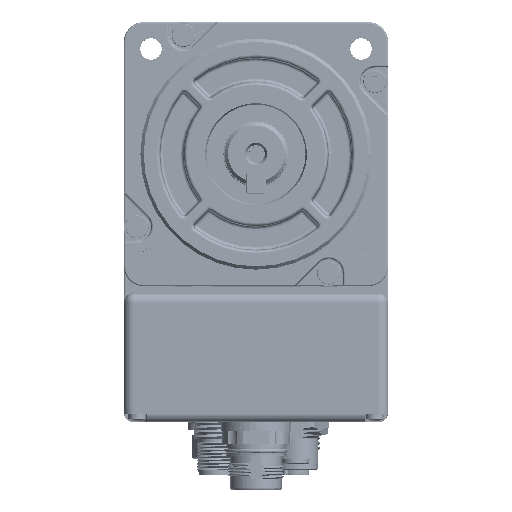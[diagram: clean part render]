
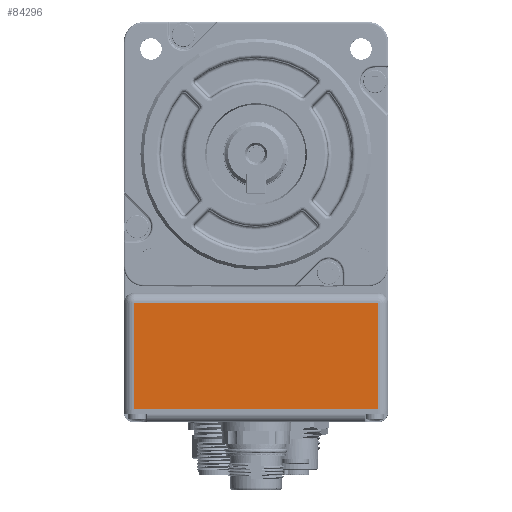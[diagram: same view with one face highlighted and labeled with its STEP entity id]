
A CAD part, top view. The second image highlights one B-rep face of the part: STEP entity #84296.
In plain terms, the highlighted planar face has unit normal (0, 0, 1).
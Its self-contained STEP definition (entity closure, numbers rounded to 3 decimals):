
#1564 = ORIENTED_EDGE ( 'NONE', *, *, #60908, .T. ) ;
#2524 = ORIENTED_EDGE ( 'NONE', *, *, #38914, .T. ) ;
#4044 = LINE ( 'NONE', #92874, #15270 ) ;
#4152 = CARTESIAN_POINT ( 'NONE',  ( -29.723, -4.051, 44.657 ) ) ;
#5817 = EDGE_CURVE ( 'NONE', #50182, #8079, #61890, .T. ) ;
#8079 = VERTEX_POINT ( 'NONE', #78543 ) ;
#11452 = CARTESIAN_POINT ( 'NONE',  ( 7.277, -36.051, 44.657 ) ) ;
#15270 = VECTOR ( 'NONE', #83467, 1000. ) ;
#17469 = ORIENTED_EDGE ( 'NONE', *, *, #5817, .T. ) ;
#25427 = CARTESIAN_POINT ( 'NONE',  ( -29.723, -36.051, 44.657 ) ) ;
#26624 = EDGE_CURVE ( 'NONE', #32269, #50182, #100301, .T. ) ;
#29476 = VECTOR ( 'NONE', #34916, 1000. ) ;
#32269 = VERTEX_POINT ( 'NONE', #56093 ) ;
#34916 = DIRECTION ( 'NONE',  ( 0., 1., 0. ) ) ;
#35578 = DIRECTION ( 'NONE',  ( 0., -1., 0. ) ) ;
#38914 = EDGE_CURVE ( 'NONE', #8079, #102342, #4044, .T. ) ;
#39863 = DIRECTION ( 'NONE',  ( 0., 0., 1. ) ) ;
#50182 = VERTEX_POINT ( 'NONE', #92837 ) ;
#56093 = CARTESIAN_POINT ( 'NONE',  ( -29.723, -36.051, 44.657 ) ) ;
#60908 = EDGE_CURVE ( 'NONE', #102342, #32269, #111218, .T. ) ;
#61890 = LINE ( 'NONE', #114823, #29476 ) ;
#71040 = AXIS2_PLACEMENT_3D ( 'NONE', #84790, #39863, #76040 ) ;
#76040 = DIRECTION ( 'NONE',  ( 0., 1., 0. ) ) ;
#77438 = VECTOR ( 'NONE', #35578, 1000. ) ;
#78543 = CARTESIAN_POINT ( 'NONE',  ( 44.277, -4.051, 44.657 ) ) ;
#81501 = FACE_OUTER_BOUND ( 'NONE', #114983, .T. ) ;
#83467 = DIRECTION ( 'NONE',  ( -1., 0., 0. ) ) ;
#84296 = ADVANCED_FACE ( 'NONE', ( #81501 ), #93804, .T. ) ;
#84790 = CARTESIAN_POINT ( 'NONE',  ( 7.277, 20.949, 44.657 ) ) ;
#84841 = VECTOR ( 'NONE', #101909, 1000. ) ;
#92837 = CARTESIAN_POINT ( 'NONE',  ( 44.277, -36.051, 44.657 ) ) ;
#92874 = CARTESIAN_POINT ( 'NONE',  ( -29.723, -4.051, 44.657 ) ) ;
#93804 = PLANE ( 'NONE',  #71040 ) ;
#100301 = LINE ( 'NONE', #11452, #84841 ) ;
#101909 = DIRECTION ( 'NONE',  ( 1., 0., 0. ) ) ;
#102342 = VERTEX_POINT ( 'NONE', #4152 ) ;
#107670 = ORIENTED_EDGE ( 'NONE', *, *, #26624, .T. ) ;
#111218 = LINE ( 'NONE', #25427, #77438 ) ;
#114823 = CARTESIAN_POINT ( 'NONE',  ( 44.277, -4.051, 44.657 ) ) ;
#114983 = EDGE_LOOP ( 'NONE', ( #2524, #1564, #107670, #17469 ) ) ;
